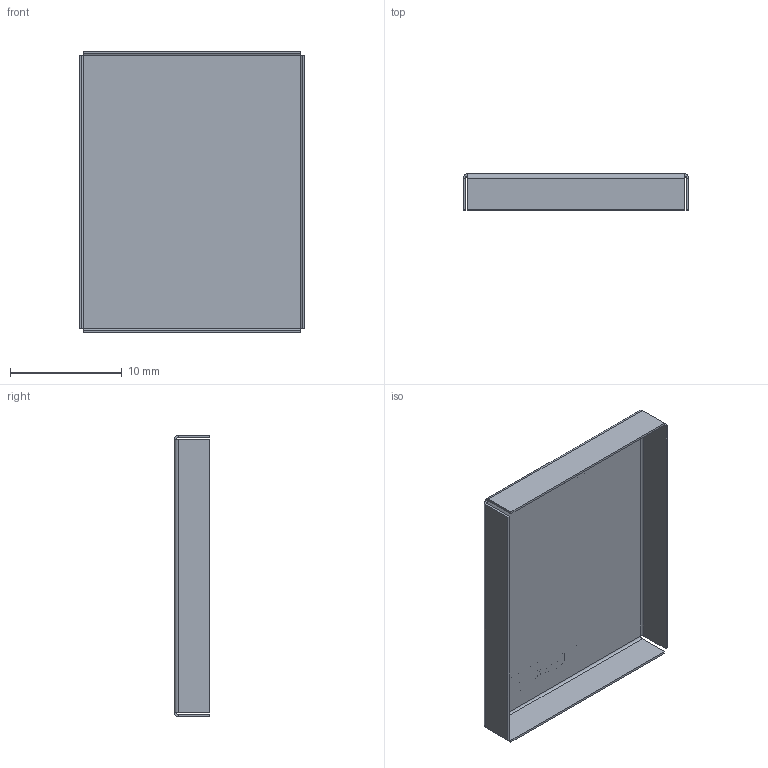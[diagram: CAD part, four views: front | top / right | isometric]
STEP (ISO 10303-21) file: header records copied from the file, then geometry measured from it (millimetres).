
FILE_DESCRIPTION((''),'2;1');
FILE_NAME('S02-25200300','2014-08-15T',('sbennett'),(''),'PRO/ENGINEER BY PARAMETRIC TECHNOLOGY CORPORATION, 2014090','PRO/ENGINEER BY PARAMETRIC TECHNOLOGY CORPORATION, 2014090','');
FILE_SCHEMA(('CONFIG_CONTROL_DESIGN'));
Length unit declared in the file: millimetre
Products named in the file (1): S02-25200300
Bounding box: 20.2 x 3.2 x 25.2 mm (x, y, z)
Volume: 150.5 mm3; surface area: 1556.1 mm2
Topology: 1 solids, 1 shells, 612 faces, 1717 edges, 1134 vertices
Faces by surface type: plane 587, cylinder 25
Entity records: 24504 total; most frequent: CARTESIAN_POINT 3463, ORIENTED_EDGE 3434, DIRECTION 2991, PRESENTATION_STYLE_ASSIGNMENT 1718, STYLED_ITEM 1718, CURVE_STYLE 1717, EDGE_CURVE 1717, VECTOR 1667
